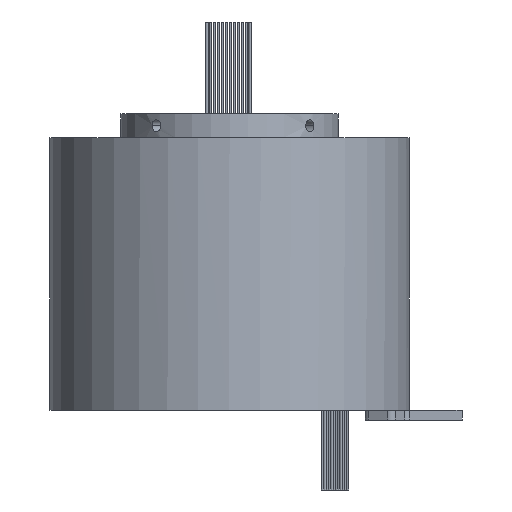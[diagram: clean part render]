
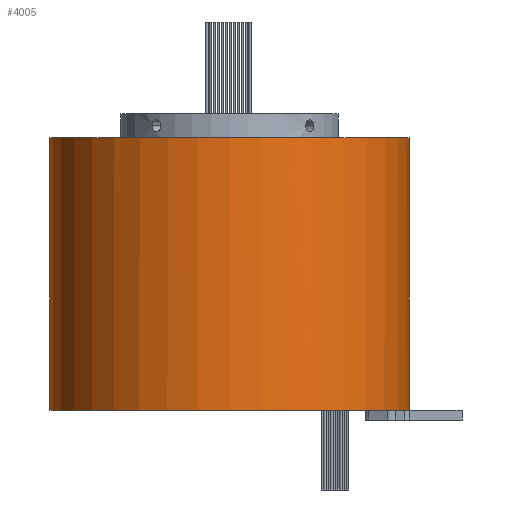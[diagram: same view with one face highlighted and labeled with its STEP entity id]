
A CAD part, front view. The second image highlights one B-rep face of the part: STEP entity #4005.
In plain terms, the highlighted cylindrical face has radius 90 mm (diameter 180 mm), a partial arc.
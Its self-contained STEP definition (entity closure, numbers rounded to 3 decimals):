
#371 = DIRECTION ( 'NONE',  ( 0., 0., -1. ) ) ;
#537 = EDGE_CURVE ( 'NONE', #3514, #2917, #8532, .T. ) ;
#1382 = CARTESIAN_POINT ( 'NONE',  ( 0., 0., 0. ) ) ;
#1576 = AXIS2_PLACEMENT_3D ( 'NONE', #8259, #3945, #9009 ) ;
#1873 = CIRCLE ( 'NONE', #1576, 90. ) ;
#2046 = ORIENTED_EDGE ( 'NONE', *, *, #6810, .F. ) ;
#2122 = DIRECTION ( 'NONE',  ( 1., 0., 0. ) ) ;
#2556 = CARTESIAN_POINT ( 'NONE',  ( 0., 0., 136.5 ) ) ;
#2917 = VERTEX_POINT ( 'NONE', #2922 ) ;
#2922 = CARTESIAN_POINT ( 'NONE',  ( 90., 0., 0. ) ) ;
#3094 = FACE_OUTER_BOUND ( 'NONE', #5069, .T. ) ;
#3125 = ORIENTED_EDGE ( 'NONE', *, *, #4429, .T. ) ;
#3293 = DIRECTION ( 'NONE',  ( 1., 0., 0. ) ) ;
#3485 = CIRCLE ( 'NONE', #3757, 90. ) ;
#3514 = VERTEX_POINT ( 'NONE', #7467 ) ;
#3686 = VERTEX_POINT ( 'NONE', #5924 ) ;
#3757 = AXIS2_PLACEMENT_3D ( 'NONE', #2556, #7630, #3293 ) ;
#3945 = DIRECTION ( 'NONE',  ( 0., 0., -1. ) ) ;
#4005 = ADVANCED_FACE ( 'NONE', ( #3094 ), #8431, .T. ) ;
#4219 = DIRECTION ( 'NONE',  ( 0., 0., -1. ) ) ;
#4429 = EDGE_CURVE ( 'NONE', #4820, #3686, #6699, .T. ) ;
#4746 = CARTESIAN_POINT ( 'NONE',  ( -90., 0., 136.5 ) ) ;
#4805 = VECTOR ( 'NONE', #9252, 1000. ) ;
#4820 = VERTEX_POINT ( 'NONE', #4746 ) ;
#4905 = CARTESIAN_POINT ( 'NONE',  ( -90., 0., 136.5 ) ) ;
#4910 = VECTOR ( 'NONE', #371, 1000. ) ;
#4955 = ORIENTED_EDGE ( 'NONE', *, *, #6201, .T. ) ;
#4969 = AXIS2_PLACEMENT_3D ( 'NONE', #8575, #4219, #9292 ) ;
#5069 = EDGE_LOOP ( 'NONE', ( #8234, #2046, #3125, #4955, #8449 ) ) ;
#5813 = VERTEX_POINT ( 'NONE', #9030 ) ;
#5924 = CARTESIAN_POINT ( 'NONE',  ( -90., 0., 0. ) ) ;
#6201 = EDGE_CURVE ( 'NONE', #3686, #5813, #8764, .T. ) ;
#6219 = AXIS2_PLACEMENT_3D ( 'NONE', #1382, #6439, #2122 ) ;
#6439 = DIRECTION ( 'NONE',  ( 0., 0., 1. ) ) ;
#6699 = LINE ( 'NONE', #4905, #4805 ) ;
#6810 = EDGE_CURVE ( 'NONE', #4820, #3514, #3485, .T. ) ;
#7467 = CARTESIAN_POINT ( 'NONE',  ( 90., 0., 136.5 ) ) ;
#7600 = CARTESIAN_POINT ( 'NONE',  ( 90., 0., 136.5 ) ) ;
#7630 = DIRECTION ( 'NONE',  ( 0., 0., 1. ) ) ;
#8035 = EDGE_CURVE ( 'NONE', #2917, #5813, #1873, .T. ) ;
#8234 = ORIENTED_EDGE ( 'NONE', *, *, #537, .F. ) ;
#8259 = CARTESIAN_POINT ( 'NONE',  ( 0., 0., 0. ) ) ;
#8431 = CYLINDRICAL_SURFACE ( 'NONE', #4969, 90. ) ;
#8449 = ORIENTED_EDGE ( 'NONE', *, *, #8035, .F. ) ;
#8532 = LINE ( 'NONE', #7600, #4910 ) ;
#8575 = CARTESIAN_POINT ( 'NONE',  ( 0., 0., 136.5 ) ) ;
#8764 = CIRCLE ( 'NONE', #6219, 90. ) ;
#9009 = DIRECTION ( 'NONE',  ( -1., 0., 0. ) ) ;
#9030 = CARTESIAN_POINT ( 'NONE',  ( 88.468, -16.535, 0. ) ) ;
#9252 = DIRECTION ( 'NONE',  ( 0., 0., -1. ) ) ;
#9292 = DIRECTION ( 'NONE',  ( -1., 0., 0. ) ) ;
